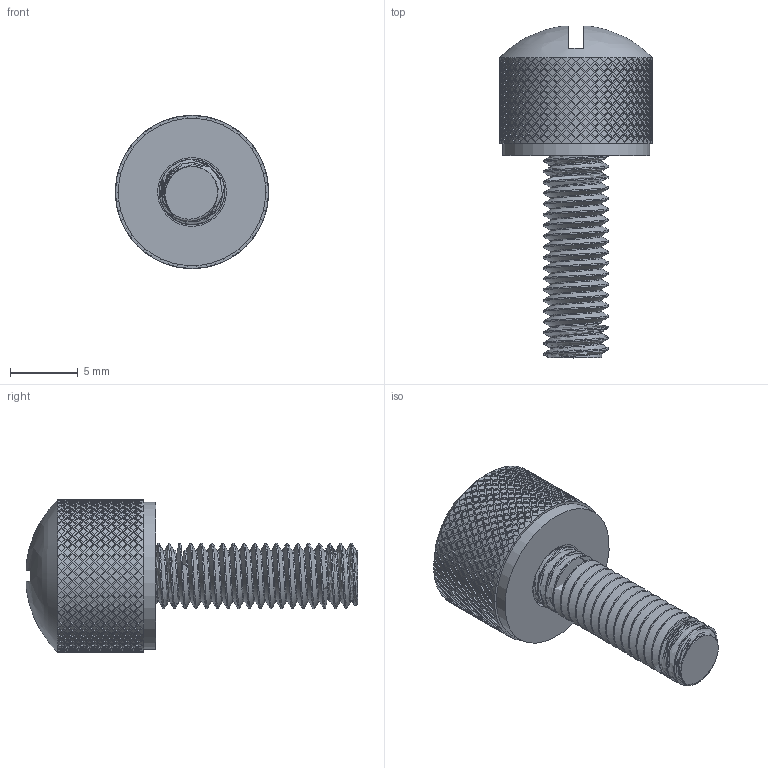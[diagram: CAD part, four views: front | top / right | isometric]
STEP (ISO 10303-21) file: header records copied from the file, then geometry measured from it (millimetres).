
FILE_DESCRIPTION (( 'STEP AP203' ), '1' );
FILE_NAME ('TSCREW1032-50.step', '2020-11-19T20:31:01', ( 'ADC123' ), ( 'Microsoft' ), 'SwSTEP 2.0', 'SolidWorks 2019', '' );
FILE_SCHEMA (( 'CONFIG_CONTROL_DESIGN' ));
Products named in the file (1): TSCREW1032-50
Bounding box: 11.33 x 24.57 x 11.33 mm (x, y, z)
Volume: 1022.9 mm3; surface area: 1209.9 mm2
Topology: 3 solids, 3 shells, 3789 faces, 9148 edges, 6059 vertices
Faces by surface type: plane 3778, cylinder 5, bspline 4, cone 2
Full cylindrical faces by diameter (mm): 5.08 x1, 10.922 x1, 11.328 x1
Entity records: 111707 total; most frequent: CARTESIAN_POINT 31850, ORIENTED_EDGE 18264, DIRECTION 13738, EDGE_CURVE 9132, VERTEX_POINT 6055, VECTOR 6042, LINE 6042, EDGE_LOOP 4495
